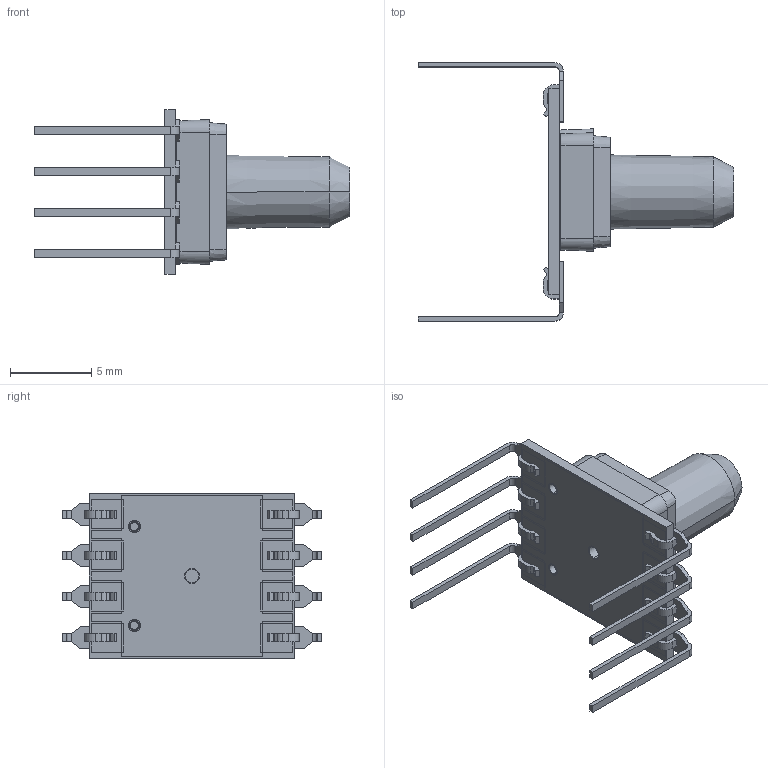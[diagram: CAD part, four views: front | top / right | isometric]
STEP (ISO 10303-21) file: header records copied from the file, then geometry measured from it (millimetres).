
FILE_DESCRIPTION (( 'STEP AP203' ), '1' );
FILE_NAME ('CPND.STEP', '2021-02-10T02:05:00', ( '' ), ( '' ), 'SwSTEP 2.0', 'SolidWorks 2010', '' );
FILE_SCHEMA (( 'CONFIG_CONTROL_DESIGN' ));
Length unit declared in the file: inch
Products named in the file (4): Ceramic for C series; AS01-06-001 SIP bent 90 for C series_RA Tight; AS01-01-009 GF for C series; CPND
Assembly tree (10 placements, depth 2):
  CPND
    AS01-06-001 SIP bent 90 for C series_RA Tight  x8
    AS01-01-009 GF for C series
    Ceramic for C series
Bounding box: 19.47 x 15.94 x 10.16 mm (x, y, z)
Volume: 397.5 mm3; surface area: 1212.9 mm2
Topology: 12 solids, 12 shells, 507 faces, 1302 edges, 840 vertices
Faces by surface type: plane 377, cylinder 94, cone 16, torus 12, bspline 8
Entity records: 8819 total; most frequent: CARTESIAN_POINT 1816, ORIENTED_EDGE 1330, DIRECTION 1277, EDGE_CURVE 665, VECTOR 515, LINE 515, VERTEX_POINT 434, AXIS2_PLACEMENT_3D 381
